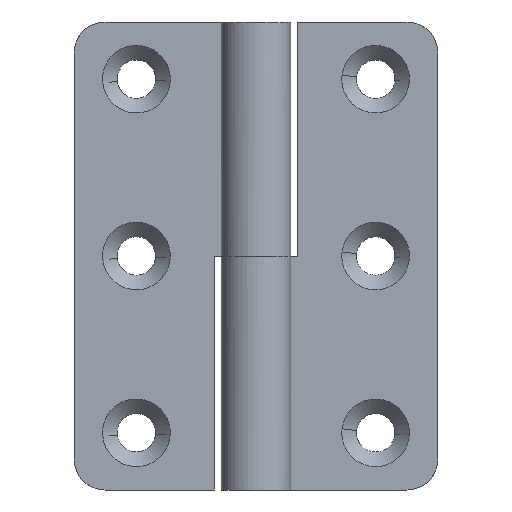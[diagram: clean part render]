
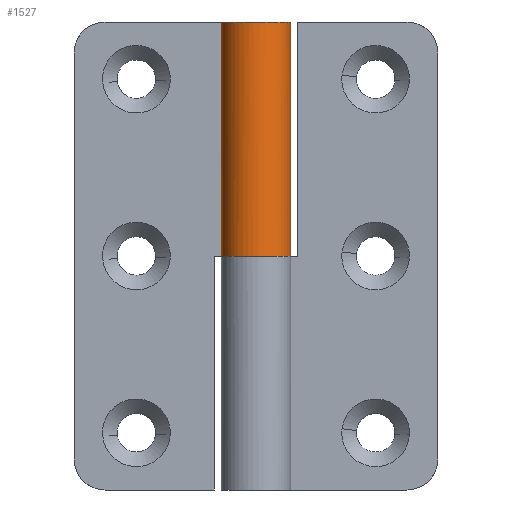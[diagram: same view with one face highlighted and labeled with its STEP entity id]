
A CAD part, front view. The second image highlights one B-rep face of the part: STEP entity #1527.
In plain terms, the highlighted free-form (B-spline) face has degree [1, 2] with [2, 7] control points.
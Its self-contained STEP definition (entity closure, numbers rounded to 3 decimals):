
#1191=CARTESIAN_POINT('',(0.0,3.35,22.5));
#1192=VERTEX_POINT('',#1191);
#1193=CARTESIAN_POINT('',(-0.004,3.35,22.5));
#1194=VERTEX_POINT('',#1193);
#1195=CARTESIAN_POINT('',(0.0,3.35,22.5));
#1196=CARTESIAN_POINT('',(-0.004,3.35,22.5));
#1197=QUASI_UNIFORM_CURVE('',1,(#1195,#1196),.UNSPECIFIED.,.F.,.U.);
#1198=EDGE_CURVE('',#1192,#1194,#1197,.T.);
#1200=CARTESIAN_POINT('',(-2.887,1.7,22.5));
#1201=VERTEX_POINT('',#1200);
#1202=CARTESIAN_POINT('',(0.0,3.35,22.5));
#1203=CARTESIAN_POINT('',(2.576,3.35,22.5));
#1204=CARTESIAN_POINT('',(3.238,0.86,22.5));
#1205=CARTESIAN_POINT('',(3.899,-1.63,22.5));
#1206=CARTESIAN_POINT('',(1.662,-2.908,22.5));
#1207=CARTESIAN_POINT('',(-0.574,-4.187,22.5));
#1208=CARTESIAN_POINT('',(-2.384,-2.353,22.5));
#1209=CARTESIAN_POINT('',(-4.194,-0.52,22.5));
#1210=CARTESIAN_POINT('',(-2.887,1.7,22.5));
#1218=(BOUNDED_CURVE()B_SPLINE_CURVE(2,(#1202,#1203,#1204,#1205,#1206,#1207,#1208,#1209,#1210),.UNSPECIFIED.,.F.,.U.)B_SPLINE_CURVE_WITH_KNOTS((3,2,2,2,3),(0.0,0.25,0.5,0.75,1.0),.UNSPECIFIED.)CURVE()GEOMETRIC_REPRESENTATION_ITEM()RATIONAL_B_SPLINE_CURVE((1.0,0.793,1.0,0.793,1.0,0.793,1.0,0.793,1.0))REPRESENTATION_ITEM(''));
#1219=EDGE_CURVE('',#1192,#1201,#1218,.T.);
#1296=CARTESIAN_POINT('',(-2.887,1.7,45.));
#1297=VERTEX_POINT('',#1296);
#1303=CARTESIAN_POINT('',(-0.004,3.35,45.));
#1304=VERTEX_POINT('',#1303);
#1305=CARTESIAN_POINT('',(-2.887,1.7,45.));
#1306=CARTESIAN_POINT('',(-4.194,-0.521,45.));
#1307=CARTESIAN_POINT('',(-2.383,-2.354,45.));
#1308=CARTESIAN_POINT('',(-0.573,-4.188,45.));
#1309=CARTESIAN_POINT('',(1.664,-2.907,45.));
#1310=CARTESIAN_POINT('',(3.901,-1.627,45.));
#1311=CARTESIAN_POINT('',(3.237,0.863,45.));
#1312=CARTESIAN_POINT('',(2.573,3.353,45.));
#1313=CARTESIAN_POINT('',(-0.004,3.35,45.));
#1321=(BOUNDED_CURVE()B_SPLINE_CURVE(2,(#1305,#1306,#1307,#1308,#1309,#1310,#1311,#1312,#1313),.UNSPECIFIED.,.F.,.U.)B_SPLINE_CURVE_WITH_KNOTS((3,2,2,2,3),(0.0,0.25,0.5,0.75,1.0),.UNSPECIFIED.)CURVE()GEOMETRIC_REPRESENTATION_ITEM()RATIONAL_B_SPLINE_CURVE((1.0,0.793,1.0,0.793,1.0,0.793,1.0,0.793,1.0))REPRESENTATION_ITEM(''));
#1322=EDGE_CURVE('',#1297,#1304,#1321,.T.);
#1358=CARTESIAN_POINT('',(-2.887,1.7,22.5));
#1359=CARTESIAN_POINT('',(-2.887,1.7,45.));
#1360=QUASI_UNIFORM_CURVE('',1,(#1358,#1359),.UNSPECIFIED.,.F.,.U.);
#1361=EDGE_CURVE('',#1201,#1297,#1360,.T.);
#1468=CARTESIAN_POINT('',(-0.004,3.35,22.5));
#1469=CARTESIAN_POINT('',(-0.004,3.35,45.));
#1470=QUASI_UNIFORM_CURVE('',1,(#1468,#1469),.UNSPECIFIED.,.F.,.U.);
#1471=EDGE_CURVE('',#1194,#1304,#1470,.T.);
#1498=CARTESIAN_POINT('',(-0.146,3.347,21.937));
#1499=CARTESIAN_POINT('',(-0.146,3.347,45.577));
#1500=CARTESIAN_POINT('',(3.987,3.527,21.937));
#1501=CARTESIAN_POINT('',(3.987,3.527,45.577));
#1502=CARTESIAN_POINT('',(3.304,-0.553,21.937));
#1503=CARTESIAN_POINT('',(3.304,-0.553,45.577));
#1504=CARTESIAN_POINT('',(2.621,-4.633,21.937));
#1505=CARTESIAN_POINT('',(2.621,-4.633,45.577));
#1506=CARTESIAN_POINT('',(-1.228,-3.117,21.937));
#1507=CARTESIAN_POINT('',(-1.228,-3.117,45.577));
#1508=CARTESIAN_POINT('',(-5.077,-1.601,21.937));
#1509=CARTESIAN_POINT('',(-5.077,-1.601,45.577));
#1510=CARTESIAN_POINT('',(-2.794,1.849,21.937));
#1511=CARTESIAN_POINT('',(-2.794,1.849,45.577));
#1519=(BOUNDED_SURFACE()B_SPLINE_SURFACE(1,2,((#1498,#1500,#1502,#1504,#1506,#1508,#1510),(#1499,#1501,#1503,#1505,#1507,#1509,#1511)),.UNSPECIFIED.,.F.,.F.,.U.)B_SPLINE_SURFACE_WITH_KNOTS((2,2),(3,2,2,3),(0.0,23.639),(0.0,6.391,12.783,19.174),.UNSPECIFIED.)GEOMETRIC_REPRESENTATION_ITEM()RATIONAL_B_SPLINE_SURFACE(((1.0,0.629,1.0,0.629,1.0,0.629,1.0),(1.0,0.629,1.0,0.629,1.0,0.629,1.0)))REPRESENTATION_ITEM('')SURFACE());
#1520=ORIENTED_EDGE('',*,*,#1198,.T.);
#1521=ORIENTED_EDGE('',*,*,#1471,.T.);
#1522=ORIENTED_EDGE('',*,*,#1322,.F.);
#1523=ORIENTED_EDGE('',*,*,#1361,.F.);
#1524=ORIENTED_EDGE('',*,*,#1219,.F.);
#1525=EDGE_LOOP('',(#1520,#1521,#1522,#1523,#1524));
#1526=FACE_OUTER_BOUND('',#1525,.T.);
#1527=ADVANCED_FACE('',(#1526),#1519,.T.);
